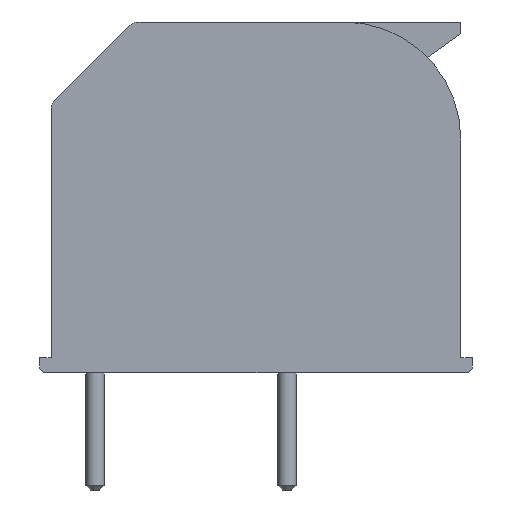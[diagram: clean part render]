
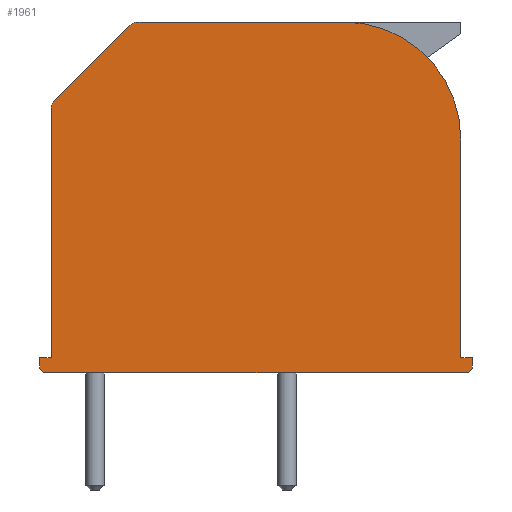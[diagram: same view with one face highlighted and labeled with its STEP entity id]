
A CAD part, left-side view. The second image highlights one B-rep face of the part: STEP entity #1961.
In plain terms, the highlighted planar face has unit normal (-1, 0, 0).
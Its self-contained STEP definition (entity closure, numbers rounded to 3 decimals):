
#61=CIRCLE('',#2118,0.3);
#62=CIRCLE('',#2121,5.);
#63=CIRCLE('',#2122,0.5);
#64=CIRCLE('',#2123,0.5);
#65=CIRCLE('',#2124,0.3);
#161=FACE_OUTER_BOUND('',#286,.T.);
#286=EDGE_LOOP('',(#1346,#1347,#1348,#1349,#1350,#1351,#1352,#1353,#1354,
#1355,#1356,#1357,#1358,#1359));
#431=LINE('',#2966,#650);
#434=LINE('',#2972,#653);
#435=LINE('',#2974,#654);
#436=LINE('',#2976,#655);
#437=LINE('',#2980,#656);
#438=LINE('',#2984,#657);
#439=LINE('',#2988,#658);
#440=LINE('',#2990,#659);
#441=LINE('',#2992,#660);
#650=VECTOR('',#2352,10.);
#653=VECTOR('',#2357,10.);
#654=VECTOR('',#2358,10.);
#655=VECTOR('',#2359,10.);
#656=VECTOR('',#2362,10.);
#657=VECTOR('',#2365,10.);
#658=VECTOR('',#2368,10.);
#659=VECTOR('',#2369,10.);
#660=VECTOR('',#2370,10.);
#863=VERTEX_POINT('',#2959);
#864=VERTEX_POINT('',#2961);
#865=VERTEX_POINT('',#2965);
#867=VERTEX_POINT('',#2971);
#868=VERTEX_POINT('',#2973);
#869=VERTEX_POINT('',#2975);
#870=VERTEX_POINT('',#2977);
#871=VERTEX_POINT('',#2979);
#872=VERTEX_POINT('',#2981);
#873=VERTEX_POINT('',#2983);
#874=VERTEX_POINT('',#2985);
#875=VERTEX_POINT('',#2987);
#876=VERTEX_POINT('',#2989);
#877=VERTEX_POINT('',#2991);
#1047=EDGE_CURVE('',#863,#864,#61,.T.);
#1049=EDGE_CURVE('',#865,#864,#431,.T.);
#1052=EDGE_CURVE('',#863,#867,#434,.T.);
#1053=EDGE_CURVE('',#867,#868,#435,.T.);
#1054=EDGE_CURVE('',#868,#869,#436,.T.);
#1055=EDGE_CURVE('',#869,#870,#62,.T.);
#1056=EDGE_CURVE('',#870,#871,#437,.T.);
#1057=EDGE_CURVE('',#872,#871,#63,.T.);
#1058=EDGE_CURVE('',#872,#873,#438,.T.);
#1059=EDGE_CURVE('',#874,#873,#64,.T.);
#1060=EDGE_CURVE('',#874,#875,#439,.T.);
#1061=EDGE_CURVE('',#875,#876,#440,.T.);
#1062=EDGE_CURVE('',#876,#877,#441,.T.);
#1063=EDGE_CURVE('',#865,#877,#65,.T.);
#1346=ORIENTED_EDGE('',*,*,#1047,.F.);
#1347=ORIENTED_EDGE('',*,*,#1052,.T.);
#1348=ORIENTED_EDGE('',*,*,#1053,.T.);
#1349=ORIENTED_EDGE('',*,*,#1054,.T.);
#1350=ORIENTED_EDGE('',*,*,#1055,.T.);
#1351=ORIENTED_EDGE('',*,*,#1056,.T.);
#1352=ORIENTED_EDGE('',*,*,#1057,.F.);
#1353=ORIENTED_EDGE('',*,*,#1058,.T.);
#1354=ORIENTED_EDGE('',*,*,#1059,.F.);
#1355=ORIENTED_EDGE('',*,*,#1060,.T.);
#1356=ORIENTED_EDGE('',*,*,#1061,.T.);
#1357=ORIENTED_EDGE('',*,*,#1062,.T.);
#1358=ORIENTED_EDGE('',*,*,#1063,.F.);
#1359=ORIENTED_EDGE('',*,*,#1049,.T.);
#1874=PLANE('',#2120);
#1961=ADVANCED_FACE('',(#161),#1874,.F.);
#2118=AXIS2_PLACEMENT_3D('',#2962,#2347,#2348);
#2120=AXIS2_PLACEMENT_3D('',#2970,#2355,#2356);
#2121=AXIS2_PLACEMENT_3D('',#2978,#2360,#2361);
#2122=AXIS2_PLACEMENT_3D('',#2982,#2363,#2364);
#2123=AXIS2_PLACEMENT_3D('',#2986,#2366,#2367);
#2124=AXIS2_PLACEMENT_3D('',#2993,#2371,#2372);
#2347=DIRECTION('center_axis',(1.,0.,0.));
#2348=DIRECTION('ref_axis',(0.,-0.707,-0.707));
#2352=DIRECTION('',(0.,-1.,0.));
#2355=DIRECTION('center_axis',(1.,0.,0.));
#2356=DIRECTION('ref_axis',(0.,1.,0.));
#2357=DIRECTION('',(0.,0.,1.));
#2358=DIRECTION('',(0.,1.,0.));
#2359=DIRECTION('',(0.,0.,1.));
#2360=DIRECTION('center_axis',(-1.,0.,0.));
#2361=DIRECTION('ref_axis',(0.,0.,1.));
#2362=DIRECTION('',(0.,1.,0.));
#2363=DIRECTION('center_axis',(1.,0.,0.));
#2364=DIRECTION('ref_axis',(0.,0.383,0.924));
#2365=DIRECTION('',(0.,0.707,-0.707));
#2366=DIRECTION('center_axis',(1.,0.,0.));
#2367=DIRECTION('ref_axis',(0.,0.924,0.383));
#2368=DIRECTION('',(0.,0.,-1.));
#2369=DIRECTION('',(0.,1.,0.));
#2370=DIRECTION('',(0.,0.,-1.));
#2371=DIRECTION('center_axis',(1.,0.,0.));
#2372=DIRECTION('ref_axis',(0.,0.707,-0.707));
#2959=CARTESIAN_POINT('',(-2.95,-7.93,0.3));
#2961=CARTESIAN_POINT('',(-2.95,-7.63,0.));
#2962=CARTESIAN_POINT('Origin',(-2.95,-7.63,0.3));
#2965=CARTESIAN_POINT('',(-2.95,10.27,0.));
#2966=CARTESIAN_POINT('',(-2.95,10.57,0.));
#2970=CARTESIAN_POINT('Origin',(-2.95,1.32,7.5));
#2971=CARTESIAN_POINT('',(-2.95,-7.93,0.65));
#2972=CARTESIAN_POINT('',(-2.95,-7.93,0.));
#2973=CARTESIAN_POINT('',(-2.95,-7.43,0.65));
#2974=CARTESIAN_POINT('',(-2.95,-7.93,0.65));
#2975=CARTESIAN_POINT('',(-2.95,-7.43,10.));
#2976=CARTESIAN_POINT('',(-2.95,-7.43,11.3));
#2977=CARTESIAN_POINT('',(-2.95,-2.43,15.));
#2978=CARTESIAN_POINT('Origin',(-2.95,-2.43,10.));
#2979=CARTESIAN_POINT('',(-2.95,6.363,15.));
#2980=CARTESIAN_POINT('',(-2.95,10.07,15.));
#2981=CARTESIAN_POINT('',(-2.95,6.716,14.854));
#2982=CARTESIAN_POINT('Origin',(-2.95,6.363,14.5));
#2983=CARTESIAN_POINT('',(-2.95,9.924,11.646));
#2984=CARTESIAN_POINT('',(-2.95,6.57,15.));
#2985=CARTESIAN_POINT('',(-2.95,10.07,11.293));
#2986=CARTESIAN_POINT('Origin',(-2.95,9.57,11.293));
#2987=CARTESIAN_POINT('',(-2.95,10.07,0.65));
#2988=CARTESIAN_POINT('',(-2.95,10.07,15.));
#2989=CARTESIAN_POINT('',(-2.95,10.57,0.65));
#2990=CARTESIAN_POINT('',(-2.95,-7.93,0.65));
#2991=CARTESIAN_POINT('',(-2.95,10.57,0.3));
#2992=CARTESIAN_POINT('',(-2.95,10.57,0.65));
#2993=CARTESIAN_POINT('Origin',(-2.95,10.27,0.3));
